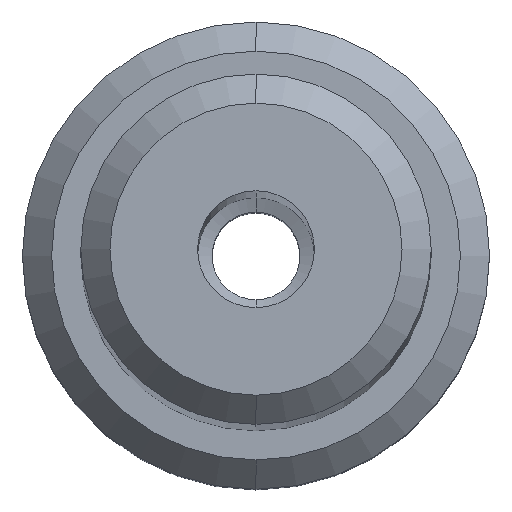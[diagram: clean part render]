
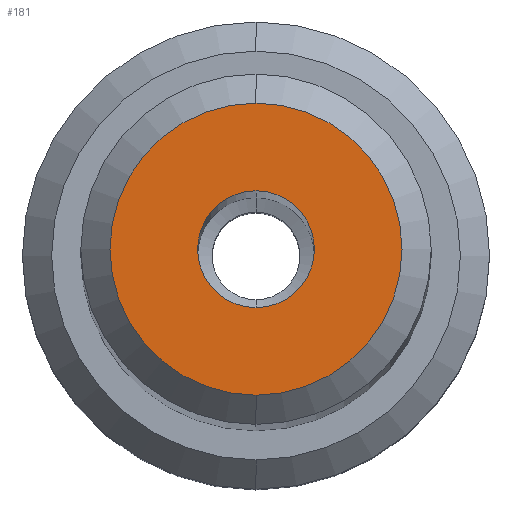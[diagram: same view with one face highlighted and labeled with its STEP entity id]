
A CAD part, top view. The second image highlights one B-rep face of the part: STEP entity #181.
In plain terms, the highlighted planar face has unit normal (0, 0, 1).
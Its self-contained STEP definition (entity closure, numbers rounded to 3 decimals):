
#131=EDGE_CURVE('NONE',#313,#211,#351,.T.);
#163=EDGE_CURVE('NONE',#301,#293,#389,.T.);
#181=ADVANCED_FACE('NONE',(#409,#410),#411,.F.);
#211=VERTEX_POINT('NONE',#443);
#273=EDGE_CURVE('NONE',#211,#313,#513,.T.);
#289=EDGE_CURVE('NONE',#293,#301,#531,.T.);
#293=VERTEX_POINT('NONE',#535);
#301=VERTEX_POINT('NONE',#545);
#313=VERTEX_POINT('NONE',#557);
#351=CIRCLE('',#590,5.);
#389=CIRCLE('',#638,2.0);
#409=FACE_OUTER_BOUND('',#659,.T.);
#410=FACE_BOUND('',#660,.T.);
#411=PLANE('',#661);
#443=CARTESIAN_POINT('',(0.0,-5.,142.0));
#513=CIRCLE('',#796,5.);
#531=CIRCLE('',#822,2.0);
#535=CARTESIAN_POINT('',(0.,-2.0,142.0));
#545=CARTESIAN_POINT('',(0.0,2.0,142.0));
#557=CARTESIAN_POINT('',(0.,5.,142.0));
#590=AXIS2_PLACEMENT_3D('',#893,#894,#895);
#638=AXIS2_PLACEMENT_3D('',#961,#962,#963);
#659=EDGE_LOOP('',(#988,#989));
#660=EDGE_LOOP('',(#990,#991));
#661=AXIS2_PLACEMENT_3D('',#992,#993,#994);
#796=AXIS2_PLACEMENT_3D('',#1100,#1101,#1102);
#822=AXIS2_PLACEMENT_3D('',#1122,#1123,#1124);
#893=CARTESIAN_POINT('',(0.0,0.0,142.0));
#894=DIRECTION('',(-0.0,0.0,1.0));
#895=DIRECTION('',(0.0,-1.0,0.0));
#961=CARTESIAN_POINT('',(0.0,0.0,142.0));
#962=DIRECTION('',(0.0,-0.0,1.0));
#963=DIRECTION('',(0.0,1.0,0.0));
#988=ORIENTED_EDGE('',*,*,#273,.T.);
#989=ORIENTED_EDGE('',*,*,#131,.T.);
#990=ORIENTED_EDGE('',*,*,#163,.F.);
#991=ORIENTED_EDGE('',*,*,#289,.F.);
#992=CARTESIAN_POINT('',(-6.,0.0,142.0));
#993=DIRECTION('',(0.0,0.0,-1.0));
#994=DIRECTION('',(-1.0,0.0,0.0));
#1100=CARTESIAN_POINT('',(0.0,0.0,142.0));
#1101=DIRECTION('',(-0.0,0.0,1.0));
#1102=DIRECTION('',(0.0,-1.0,0.0));
#1122=CARTESIAN_POINT('',(0.0,0.0,142.0));
#1123=DIRECTION('',(0.0,-0.0,1.0));
#1124=DIRECTION('',(0.0,1.0,0.0));
